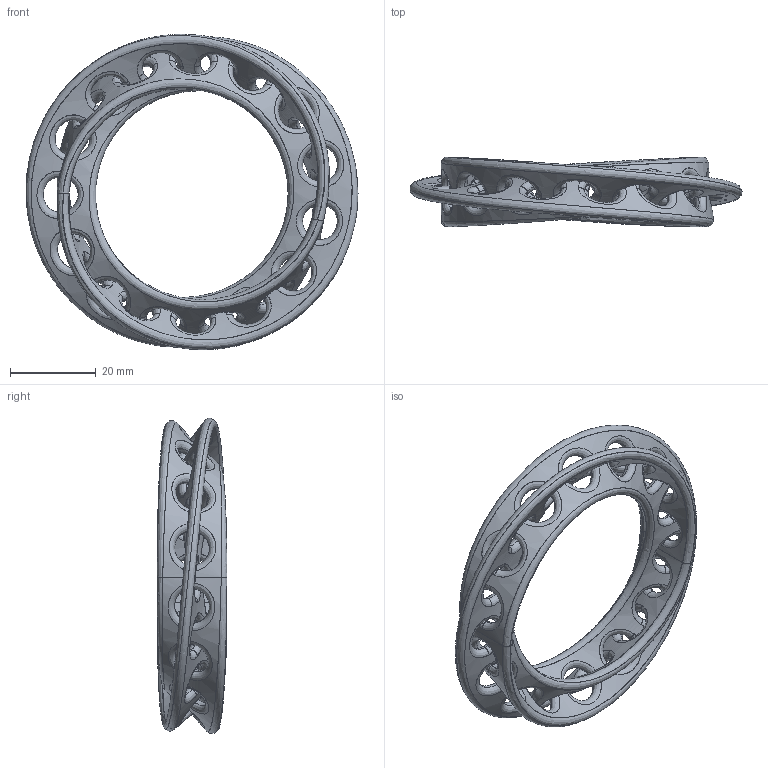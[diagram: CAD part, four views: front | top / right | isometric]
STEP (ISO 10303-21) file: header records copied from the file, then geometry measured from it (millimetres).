
FILE_DESCRIPTION(('FreeCAD Model'),'2;1');
FILE_NAME('Open CASCADE Shape Model','2025-04-27T20:56:57',('FreeCAD'),( 'FreeCAD'),'Open CASCADE STEP processor 7.6','FreeCAD','Unknown');
FILE_SCHEMA(('AUTOMOTIVE_DESIGN { 1 0 10303 214 1 1 1 1 }'));
Length unit declared in the file: millimetre
Products named in the file (1): Open CASCADE STEP translator 7.6 1
Bounding box: 77.38 x 16.29 x 73.5 mm (x, y, z)
Surface area: 12002.6 mm2 (no closed solid volume)
Topology: 0 solids, 128 shells, 128 faces, 1068 edges, 1068 vertices
Faces by surface type: bspline 128
Entity records: 25554 total; most frequent: CARTESIAN_POINT 20387, ORIENTED_EDGE 1068, EDGE_CURVE 1068, VERTEX_POINT 1068, B_SPLINE_CURVE_WITH_KNOTS 1068, FACE_BOUND 184, EDGE_LOOP 184, SHELL_BASED_SURFACE_MODEL 128
